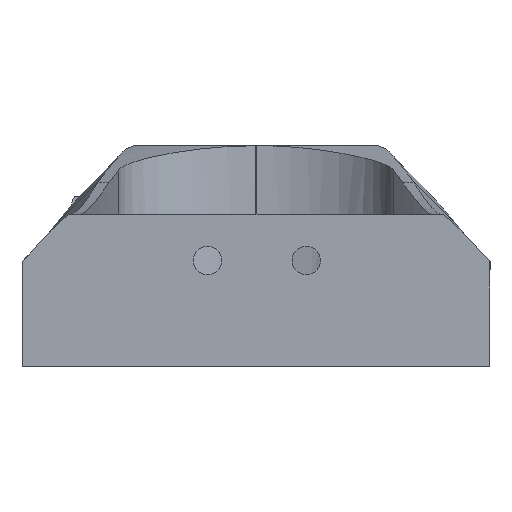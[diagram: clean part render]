
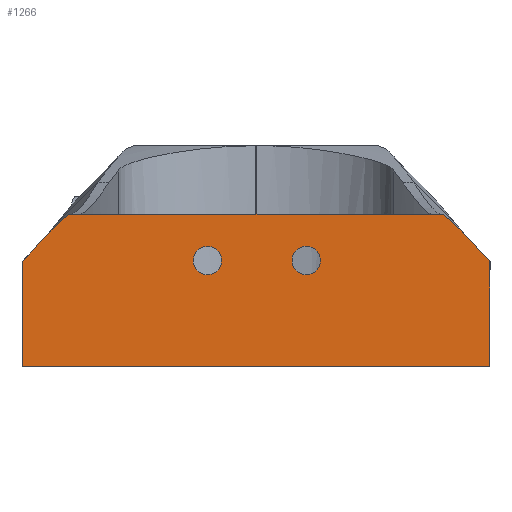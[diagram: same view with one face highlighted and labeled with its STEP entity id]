
A CAD part, front view. The second image highlights one B-rep face of the part: STEP entity #1266.
In plain terms, the highlighted planar face has unit normal (0, -1, 0).
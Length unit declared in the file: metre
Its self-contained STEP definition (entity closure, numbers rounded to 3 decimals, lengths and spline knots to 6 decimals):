
#23=CIRCLE('',#1373,0.00405);
#24=CIRCLE('',#1374,0.00405);
#107=PLANE('',#1372);
#172=LINE('',#2259,#242);
#182=LINE('',#2306,#252);
#190=LINE('',#2323,#260);
#192=LINE('',#2335,#262);
#193=LINE('',#2337,#263);
#194=LINE('',#2339,#264);
#195=LINE('',#2340,#265);
#196=LINE('',#2342,#266);
#242=VECTOR('',#1548,1.);
#252=VECTOR('',#1572,1.);
#260=VECTOR('',#1586,1.);
#262=VECTOR('',#1600,1.);
#263=VECTOR('',#1601,1.);
#264=VECTOR('',#1602,1.);
#265=VECTOR('',#1603,1.);
#266=VECTOR('',#1604,1.);
#436=ORIENTED_EDGE('',*,*,#733,.T.);
#437=ORIENTED_EDGE('',*,*,#734,.T.);
#438=ORIENTED_EDGE('',*,*,#735,.T.);
#439=ORIENTED_EDGE('',*,*,#721,.T.);
#440=ORIENTED_EDGE('',*,*,#706,.T.);
#441=ORIENTED_EDGE('',*,*,#736,.T.);
#442=ORIENTED_EDGE('',*,*,#737,.T.);
#443=ORIENTED_EDGE('',*,*,#729,.T.);
#444=ORIENTED_EDGE('',*,*,#738,.F.);
#445=ORIENTED_EDGE('',*,*,#739,.T.);
#706=EDGE_CURVE('',#861,#860,#172,.T.);
#721=EDGE_CURVE('',#870,#861,#182,.T.);
#729=EDGE_CURVE('',#873,#876,#190,.T.);
#733=EDGE_CURVE('',#879,#879,#23,.T.);
#734=EDGE_CURVE('',#880,#880,#24,.T.);
#735=EDGE_CURVE('',#881,#870,#192,.T.);
#736=EDGE_CURVE('',#860,#882,#193,.T.);
#737=EDGE_CURVE('',#882,#873,#194,.T.);
#738=EDGE_CURVE('',#883,#876,#195,.T.);
#739=EDGE_CURVE('',#883,#881,#196,.T.);
#860=VERTEX_POINT('',#2258);
#861=VERTEX_POINT('',#2260);
#870=VERTEX_POINT('',#2305);
#873=VERTEX_POINT('',#2317);
#876=VERTEX_POINT('',#2322);
#879=VERTEX_POINT('',#2332);
#880=VERTEX_POINT('',#2334);
#881=VERTEX_POINT('',#2336);
#882=VERTEX_POINT('',#2338);
#883=VERTEX_POINT('',#2341);
#1005=EDGE_LOOP('',(#436));
#1006=EDGE_LOOP('',(#437));
#1007=EDGE_LOOP('',(#438,#439,#440,#441,#442,#443,#444,#445));
#1130=FACE_BOUND('',#1005,.T.);
#1131=FACE_BOUND('',#1006,.T.);
#1132=FACE_BOUND('',#1007,.T.);
#1266=ADVANCED_FACE('',(#1130,#1131,#1132),#107,.T.);
#1372=AXIS2_PLACEMENT_3D('',#2330,#1594,#1595);
#1373=AXIS2_PLACEMENT_3D('',#2331,#1596,#1597);
#1374=AXIS2_PLACEMENT_3D('',#2333,#1598,#1599);
#1548=DIRECTION('',(-1.,0.,0.));
#1572=DIRECTION('',(-0.734,0.,0.679));
#1586=DIRECTION('',(0.,0.,-1.));
#1594=DIRECTION('',(0.,-1.,0.));
#1595=DIRECTION('',(0.,0.,-1.));
#1596=DIRECTION('',(0.,1.,0.));
#1597=DIRECTION('',(-1.,0.,0.));
#1598=DIRECTION('',(0.,1.,0.));
#1599=DIRECTION('',(-1.,0.,0.));
#1600=DIRECTION('',(-0.68,0.,0.733));
#1601=DIRECTION('',(-0.734,0.,-0.679));
#1602=DIRECTION('',(-0.677,0.,-0.736));
#1603=DIRECTION('',(-1.,0.,0.));
#1604=DIRECTION('',(0.,0.,1.));
#2258=CARTESIAN_POINT('',(-0.053343,0.006568,0.039));
#2259=CARTESIAN_POINT('',(-0.053343,0.006568,0.039));
#2260=CARTESIAN_POINT('',(0.053357,0.006568,0.039));
#2305=CARTESIAN_POINT('',(0.058489,0.006568,0.034257));
#2306=CARTESIAN_POINT('',(0.066727,0.006568,0.026643));
#2317=CARTESIAN_POINT('',(-0.066712,0.006568,0.025299));
#2322=CARTESIAN_POINT('',(-0.066712,0.006568,-0.0044));
#2323=CARTESIAN_POINT('',(-0.066712,0.006568,0.));
#2330=CARTESIAN_POINT('',(0.000007,0.006568,0.0195));
#2331=CARTESIAN_POINT('',(-0.013831,0.006568,0.025754));
#2332=CARTESIAN_POINT('',(-0.017881,0.006568,0.025754));
#2333=CARTESIAN_POINT('',(0.014345,0.006568,0.025754));
#2334=CARTESIAN_POINT('',(0.010295,0.006568,0.025754));
#2335=CARTESIAN_POINT('',(0.052777,0.006568,0.040421));
#2336=CARTESIAN_POINT('',(0.066727,0.006568,0.025368));
#2337=CARTESIAN_POINT('',(-0.053343,0.006568,0.039));
#2338=CARTESIAN_POINT('',(-0.058448,0.006568,0.034281));
#2339=CARTESIAN_POINT('',(-0.048732,0.006568,0.044842));
#2340=CARTESIAN_POINT('',(-0.066712,0.006568,-0.0044));
#2341=CARTESIAN_POINT('',(0.066727,0.006568,-0.0044));
#2342=CARTESIAN_POINT('',(0.066727,0.006568,0.026643));
